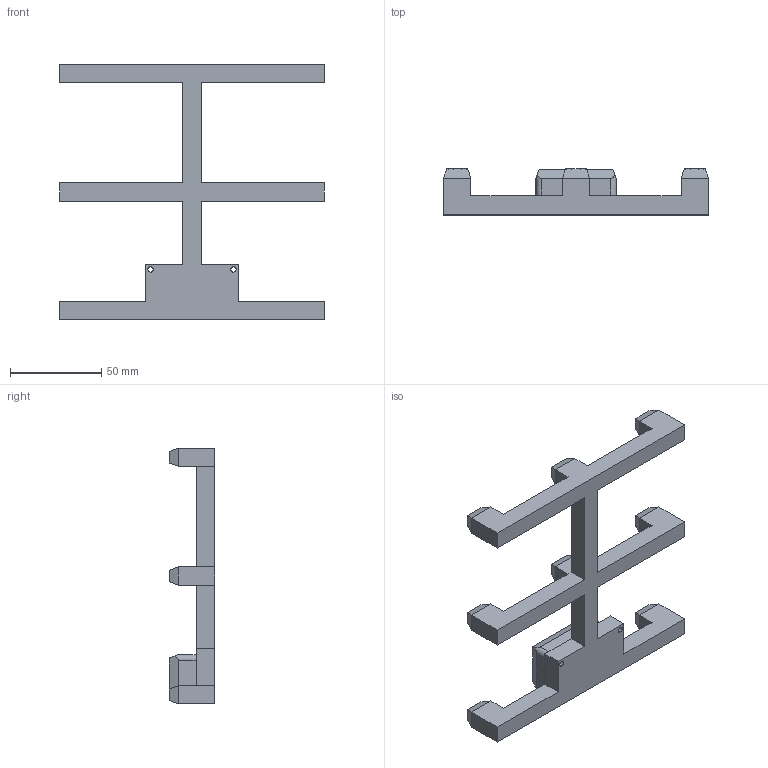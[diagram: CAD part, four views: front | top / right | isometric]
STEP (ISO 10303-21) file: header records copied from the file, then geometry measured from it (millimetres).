
FILE_DESCRIPTION (( 'STEP AP214' ), '1' );
FILE_NAME ('Grid.STEP', '2021-12-07T16:54:23', ( '' ), ( '' ), 'SwSTEP 2.0', 'SolidWorks 2021', '' );
FILE_SCHEMA (( 'AUTOMOTIVE_DESIGN' ));
Length unit declared in the file: millimetre
Products named in the file (1): Grid
Bounding box: 145 x 25 x 140 mm (x, y, z)
Volume: 90697.1 mm3; surface area: 35544.3 mm2
Topology: 1 solids, 1 shells, 305 faces, 825 edges, 538 vertices
Faces by surface type: plane 299, cylinder 6
Entity records: 9383 total; most frequent: CARTESIAN_POINT 1681, ORIENTED_EDGE 1650, DIRECTION 1443, EDGE_CURVE 825, VECTOR 811, LINE 811, VERTEX_POINT 538, EDGE_LOOP 325
